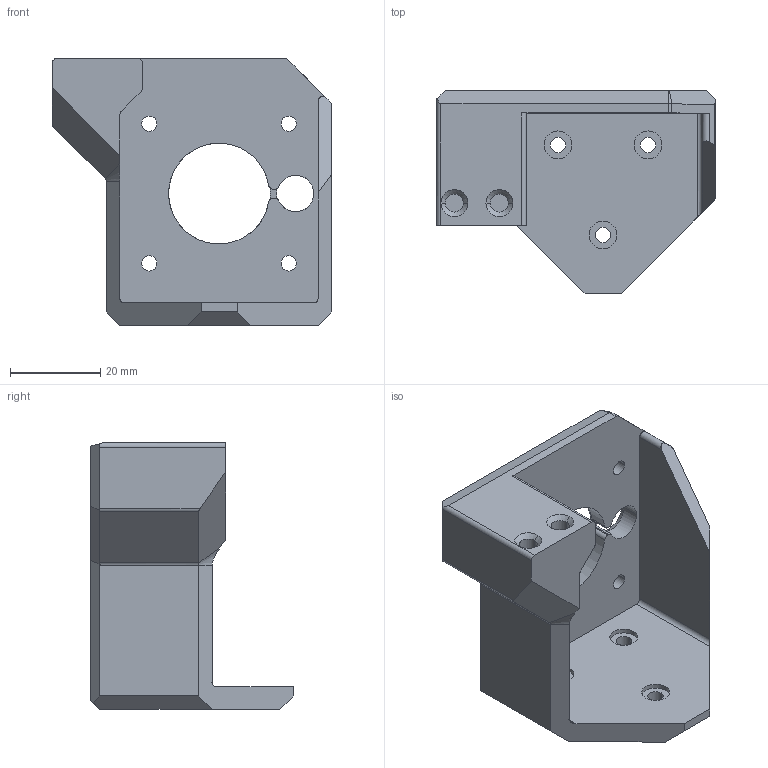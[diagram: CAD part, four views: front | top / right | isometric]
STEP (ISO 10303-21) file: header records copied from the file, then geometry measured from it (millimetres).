
FILE_DESCRIPTION (( 'STEP AP203' ), '1' );
FILE_NAME ('Z_Axis_Bottom_RIGHT.STEP', '2022-06-12T13:35:02', ( '' ), ( '' ), 'SwSTEP 2.0', 'SolidWorks 2020', '' );
FILE_SCHEMA (( 'CONFIG_CONTROL_DESIGN' ));
Length unit declared in the file: millimetre
Products named in the file (1): Z_Axis_Bottom_RIGHT
Bounding box: 62 x 45 x 59.3 mm (x, y, z)
Volume: 33298.8 mm3; surface area: 15122 mm2
Topology: 1 solids, 1 shells, 98 faces, 269 edges, 176 vertices
Faces by surface type: cylinder 42, plane 38, cone 18
Entity records: 3275 total; most frequent: CARTESIAN_POINT 616, DIRECTION 555, ORIENTED_EDGE 538, EDGE_CURVE 269, AXIS2_PLACEMENT_3D 205, VERTEX_POINT 176, VECTOR 145, LINE 145
